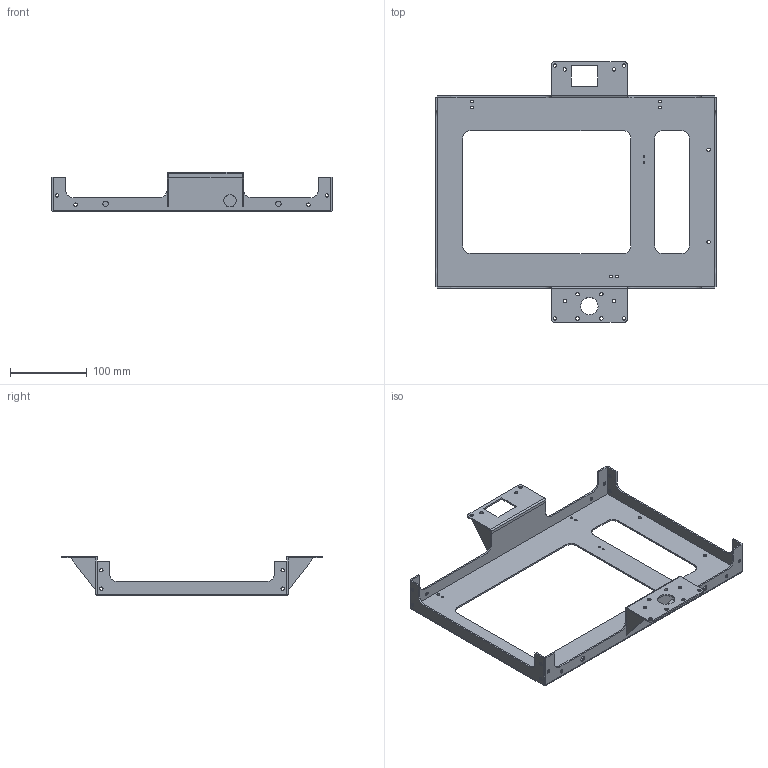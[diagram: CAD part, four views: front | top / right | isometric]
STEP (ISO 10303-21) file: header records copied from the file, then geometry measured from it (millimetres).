
FILE_DESCRIPTION(('FreeCAD Model'),'2;1');
FILE_NAME('bottom_plate_mini_v1.2_PP-MP0149.step','2016-07-14T09:25:45',( 'Author'),(''),'Open CASCADE STEP processor 6.8','FreeCAD','Unknown' );
FILE_SCHEMA(('AUTOMOTIVE_DESIGN_CC2 { 1 2 10303 214 -1 1 5 4 }'));
Length unit declared in the file: millimetre
Products named in the file (2): ASSEMBLY; Pocket038
Assembly tree (1 placements, depth 2):
  ASSEMBLY
    Pocket038
Bounding box: 365 x 339 x 51 mm (x, y, z)
Volume: 178365.8 mm3; surface area: 183399.5 mm2
Topology: 1 solids, 1 shells, 172 faces, 470 edges, 300 vertices
Faces by surface type: plane 100, cylinder 72
Full cylindrical faces by diameter (mm): 2.5 x2, 3.5 x6, 4.39 x2, 4.4 x16, 4.5 x12, 7 x2, 16 x1, 22.5 x1
Entity records: 11927 total; most frequent: CARTESIAN_POINT 2522, DIRECTION 1714, LINE 1024, VECTOR 1024, ORIENTED_EDGE 948, PCURVE 940, DEFINITIONAL_REPRESENTATION 940, EDGE_CURVE 470
